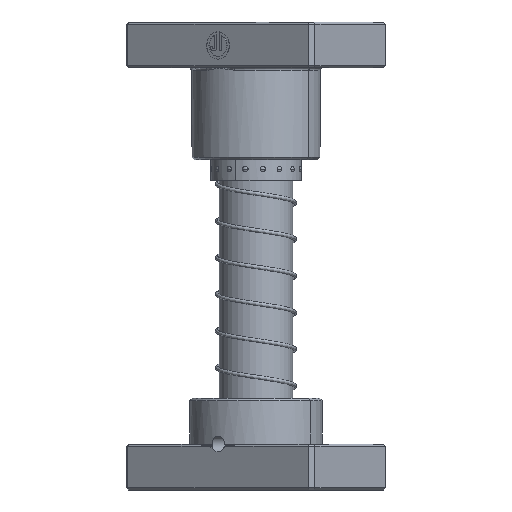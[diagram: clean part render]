
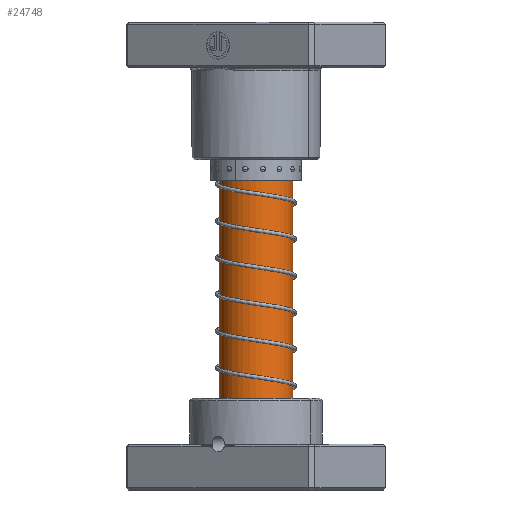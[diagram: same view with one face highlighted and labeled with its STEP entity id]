
A CAD part, front view. The second image highlights one B-rep face of the part: STEP entity #24748.
In plain terms, the highlighted cylindrical face has radius 16 mm (diameter 32 mm), a partial arc.
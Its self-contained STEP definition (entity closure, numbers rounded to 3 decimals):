
#168 = DIRECTION ( 'NONE',  ( 0., 0., -1. ) ) ;
#3244 = CARTESIAN_POINT ( 'NONE',  ( 0., 0., 170. ) ) ;
#3520 = DIRECTION ( 'NONE',  ( -1., 0., 0. ) ) ;
#5259 = LINE ( 'NONE', #18622, #38048 ) ;
#6043 = AXIS2_PLACEMENT_3D ( 'NONE', #16323, #38577, #19513 ) ;
#6131 = DIRECTION ( 'NONE',  ( 0., 0., -1. ) ) ;
#6703 = EDGE_CURVE ( 'NONE', #38403, #12839, #32208, .T. ) ;
#9227 = CARTESIAN_POINT ( 'NONE',  ( -16., 0., 24.25 ) ) ;
#11999 = CARTESIAN_POINT ( 'NONE',  ( 16., 0., 167. ) ) ;
#12839 = VERTEX_POINT ( 'NONE', #9227 ) ;
#12868 = EDGE_CURVE ( 'NONE', #38268, #23505, #34141, .T. ) ;
#15718 = CARTESIAN_POINT ( 'NONE',  ( -16., 0., 167. ) ) ;
#16323 = CARTESIAN_POINT ( 'NONE',  ( 0., 0., 24.25 ) ) ;
#16677 = CARTESIAN_POINT ( 'NONE',  ( -16., 0., 170. ) ) ;
#18622 = CARTESIAN_POINT ( 'NONE',  ( 16., 0., 170. ) ) ;
#19189 = CARTESIAN_POINT ( 'NONE',  ( 0., 0., 167. ) ) ;
#19513 = DIRECTION ( 'NONE',  ( -1., 0., 0. ) ) ;
#22392 = DIRECTION ( 'NONE',  ( 1., 0., 0. ) ) ;
#22989 = AXIS2_PLACEMENT_3D ( 'NONE', #3244, #35354, #3520 ) ;
#23505 = VERTEX_POINT ( 'NONE', #15718 ) ;
#24748 = ADVANCED_FACE ( 'NONE', ( #30461 ), #36937, .T. ) ;
#24914 = ORIENTED_EDGE ( 'NONE', *, *, #32224, .T. ) ;
#26698 = ORIENTED_EDGE ( 'NONE', *, *, #12868, .T. ) ;
#29284 = EDGE_CURVE ( 'NONE', #38268, #38403, #5259, .T. ) ;
#30155 = AXIS2_PLACEMENT_3D ( 'NONE', #19189, #168, #22392 ) ;
#30461 = FACE_OUTER_BOUND ( 'NONE', #36653, .T. ) ;
#31083 = CARTESIAN_POINT ( 'NONE',  ( 16., 0., 24.25 ) ) ;
#32208 = CIRCLE ( 'NONE', #6043, 16. ) ;
#32224 = EDGE_CURVE ( 'NONE', #23505, #12839, #40817, .T. ) ;
#32311 = VECTOR ( 'NONE', #38948, 1000. ) ;
#32595 = ORIENTED_EDGE ( 'NONE', *, *, #29284, .F. ) ;
#34141 = CIRCLE ( 'NONE', #30155, 16. ) ;
#35354 = DIRECTION ( 'NONE',  ( 0., 0., -1. ) ) ;
#36653 = EDGE_LOOP ( 'NONE', ( #32595, #26698, #24914, #40914 ) ) ;
#36937 = CYLINDRICAL_SURFACE ( 'NONE', #22989, 16. ) ;
#38048 = VECTOR ( 'NONE', #6131, 1000. ) ;
#38268 = VERTEX_POINT ( 'NONE', #11999 ) ;
#38403 = VERTEX_POINT ( 'NONE', #31083 ) ;
#38577 = DIRECTION ( 'NONE',  ( 0., 0., -1. ) ) ;
#38948 = DIRECTION ( 'NONE',  ( 0., 0., -1. ) ) ;
#40817 = LINE ( 'NONE', #16677, #32311 ) ;
#40914 = ORIENTED_EDGE ( 'NONE', *, *, #6703, .F. ) ;
